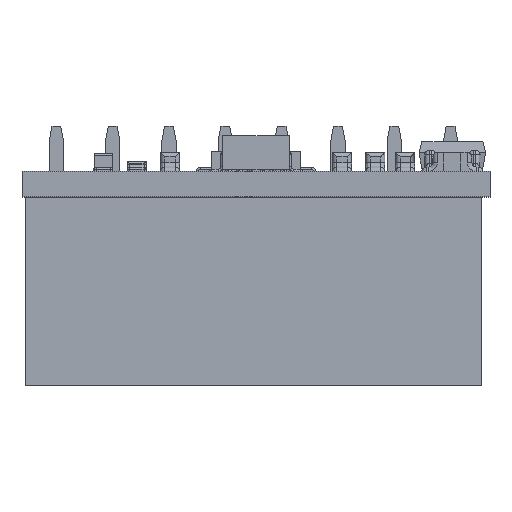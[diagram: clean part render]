
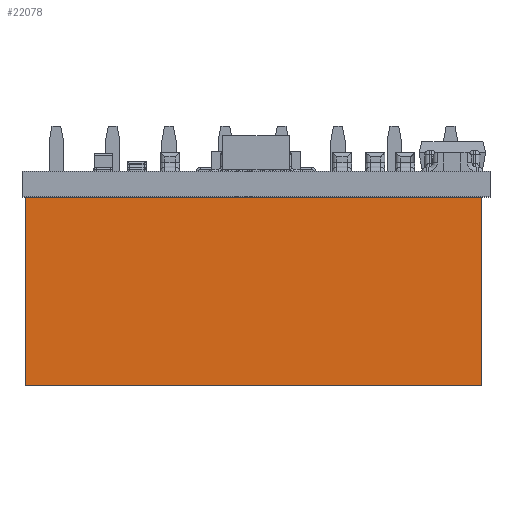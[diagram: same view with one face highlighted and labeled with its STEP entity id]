
A CAD part, top view. The second image highlights one B-rep face of the part: STEP entity #22078.
In plain terms, the highlighted planar face has unit normal (0, 0, 1).
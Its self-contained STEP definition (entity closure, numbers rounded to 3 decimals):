
#6126 = EDGE_LOOP ( 'NONE', ( #34850, #10758, #34886, #22138 ) ) ;
#7306 = VERTEX_POINT ( 'NONE', #8567 ) ;
#8498 = CARTESIAN_POINT ( 'NONE',  ( -3.15, 10.387, 11.092 ) ) ;
#8567 = CARTESIAN_POINT ( 'NONE',  ( -3.15, 10.387, 11.092 ) ) ;
#8882 = EDGE_CURVE ( 'NONE', #14409, #7306, #16512, .T. ) ;
#10758 = ORIENTED_EDGE ( 'NONE', *, *, #41592, .F. ) ;
#11012 = CARTESIAN_POINT ( 'NONE',  ( -3.15, 1.887, 11.092 ) ) ;
#11048 = CARTESIAN_POINT ( 'NONE',  ( -3.15, 1.887, 11.092 ) ) ;
#12093 = PLANE ( 'NONE',  #32928 ) ;
#14409 = VERTEX_POINT ( 'NONE', #30331 ) ;
#15182 = CARTESIAN_POINT ( 'NONE',  ( 17.42, 10.237, 11.092 ) ) ;
#15763 = LINE ( 'NONE', #11012, #35464 ) ;
#16512 = LINE ( 'NONE', #8498, #34417 ) ;
#17746 = EDGE_CURVE ( 'NONE', #21160, #7306, #42612, .T. ) ;
#17893 = DIRECTION ( 'NONE',  ( -1., 0., 0. ) ) ;
#21160 = VERTEX_POINT ( 'NONE', #11048 ) ;
#22078 = ADVANCED_FACE ( 'NONE', ( #28923 ), #12093, .T. ) ;
#22138 = ORIENTED_EDGE ( 'NONE', *, *, #8882, .T. ) ;
#22332 = VECTOR ( 'NONE', #22994, 1000. ) ;
#22994 = DIRECTION ( 'NONE',  ( 0., 1., 0. ) ) ;
#24088 = LINE ( 'NONE', #15182, #42639 ) ;
#28567 = VERTEX_POINT ( 'NONE', #42636 ) ;
#28923 = FACE_OUTER_BOUND ( 'NONE', #6126, .T. ) ;
#30331 = CARTESIAN_POINT ( 'NONE',  ( 17.42, 10.387, 11.092 ) ) ;
#30717 = CARTESIAN_POINT ( 'NONE',  ( -3.15, 10.387, 11.092 ) ) ;
#32928 = AXIS2_PLACEMENT_3D ( 'NONE', #30717, #38494, #45637 ) ;
#33507 = CARTESIAN_POINT ( 'NONE',  ( -3.15, 10.237, 11.092 ) ) ;
#34417 = VECTOR ( 'NONE', #42309, 1000. ) ;
#34850 = ORIENTED_EDGE ( 'NONE', *, *, #17746, .F. ) ;
#34886 = ORIENTED_EDGE ( 'NONE', *, *, #42272, .T. ) ;
#35464 = VECTOR ( 'NONE', #17893, 1000. ) ;
#38494 = DIRECTION ( 'NONE',  ( 0., 0., 1. ) ) ;
#41555 = DIRECTION ( 'NONE',  ( 0., 1., 0. ) ) ;
#41592 = EDGE_CURVE ( 'NONE', #28567, #21160, #15763, .T. ) ;
#42272 = EDGE_CURVE ( 'NONE', #28567, #14409, #24088, .T. ) ;
#42309 = DIRECTION ( 'NONE',  ( -1., 0., 0. ) ) ;
#42612 = LINE ( 'NONE', #33507, #22332 ) ;
#42636 = CARTESIAN_POINT ( 'NONE',  ( 17.42, 1.887, 11.092 ) ) ;
#42639 = VECTOR ( 'NONE', #41555, 1000. ) ;
#45637 = DIRECTION ( 'NONE',  ( -1., 0., 0. ) ) ;
